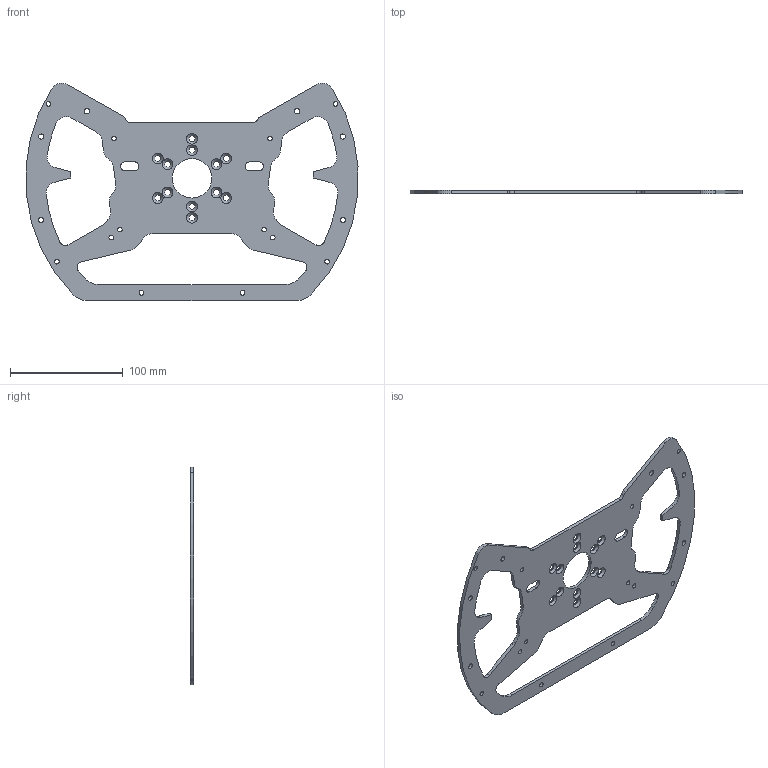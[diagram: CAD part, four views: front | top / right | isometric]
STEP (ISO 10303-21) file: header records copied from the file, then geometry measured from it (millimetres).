
FILE_DESCRIPTION(/* description */ (''),/* implementation_level */ '2;1');
FILE_NAME(/* name */ 'Core Plate.step',/* time_stamp */ '2023-07-06T20:26:31+02:00',/* author */ (''),/* organization */ (''),/* preprocessor_version */ 'ST-DEVELOPER v19.2',/* originating_system */ 'Autodesk Translation Framework v12.6.0.85',/* authorisation */ '');
FILE_SCHEMA (('AUTOMOTIVE_DESIGN { 1 0 10303 214 3 1 1 }'));
Length unit declared in the file: millimetre
Products named in the file (1): Core Plate
Bounding box: 294.31 x 3 x 193.04 mm (x, y, z)
Volume: 83473.8 mm3; surface area: 63589 mm2
Topology: 1 solids, 1 shells, 129 faces, 369 edges, 242 vertices
Faces by surface type: cylinder 83, plane 34, cone 12
Full cylindrical faces by diameter (mm): 4 x6, 4.2 x6, 4.5 x4, 4.8 x2, 5.5 x12, 35 x1
Entity records: 4469 total; most frequent: DIRECTION 807, CARTESIAN_POINT 741, ORIENTED_EDGE 738, EDGE_CURVE 369, AXIS2_PLACEMENT_3D 308, VERTEX_POINT 242, EDGE_LOOP 201, LINE 191
